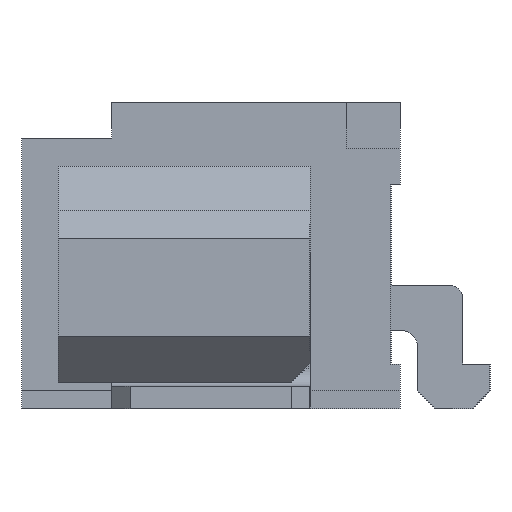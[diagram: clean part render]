
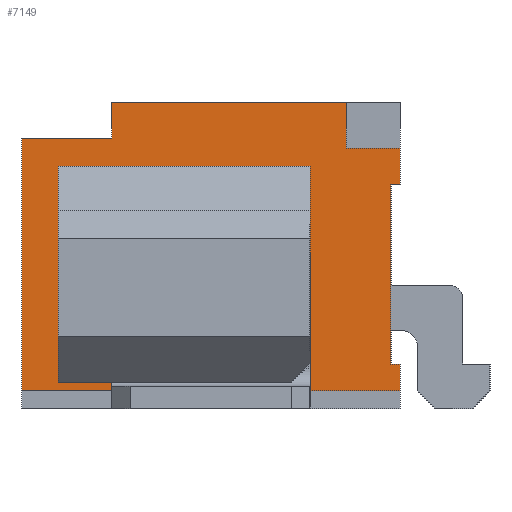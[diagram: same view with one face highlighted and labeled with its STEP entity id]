
A CAD part, left-side view. The second image highlights one B-rep face of the part: STEP entity #7149.
In plain terms, the highlighted planar face has unit normal (-1, 0, 0).
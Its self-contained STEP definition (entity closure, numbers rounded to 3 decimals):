
#105=DIRECTION('',(0.,0.,1.));
#106=VECTOR('',#105,0.3);
#107=CARTESIAN_POINT('',(-8.375,-3.225,-1.6));
#108=LINE('',#107,#106);
#273=DIRECTION('',(0.,0.,1.));
#274=VECTOR('',#273,0.4);
#275=CARTESIAN_POINT('',(-8.375,-3.225,0.7));
#276=LINE('',#275,#274);
#277=DIRECTION('',(0.,0.,1.));
#278=VECTOR('',#277,2.4);
#279=CARTESIAN_POINT('',(-8.375,-2.225,-1.5));
#280=LINE('',#279,#278);
#281=DIRECTION('',(0.,-1.,0.));
#282=VECTOR('',#281,2.8);
#283=CARTESIAN_POINT('',(-8.375,0.575,0.9));
#284=LINE('',#283,#282);
#285=DIRECTION('',(0.,0.,1.));
#286=VECTOR('',#285,2.4);
#287=CARTESIAN_POINT('',(-8.375,0.575,-1.5));
#288=LINE('',#287,#286);
#289=DIRECTION('',(0.,-1.,0.));
#290=VECTOR('',#289,2.8);
#291=CARTESIAN_POINT('',(-8.375,0.575,-1.5));
#292=LINE('',#291,#290);
#293=DIRECTION('',(0.,1.,0.));
#294=VECTOR('',#293,0.6);
#295=CARTESIAN_POINT('',(-8.375,-3.225,1.1));
#296=LINE('',#295,#294);
#297=DIRECTION('',(0.,1.,0.));
#298=VECTOR('',#297,0.1);
#299=CARTESIAN_POINT('',(-8.375,-3.225,0.7));
#300=LINE('',#299,#298);
#301=DIRECTION('',(0.,0.,1.));
#302=VECTOR('',#301,2.);
#303=CARTESIAN_POINT('',(-8.375,-3.125,-1.3));
#304=LINE('',#303,#302);
#305=DIRECTION('',(0.,1.,0.));
#306=VECTOR('',#305,0.1);
#307=CARTESIAN_POINT('',(-8.375,-3.225,-1.3));
#308=LINE('',#307,#306);
#309=DIRECTION('',(0.,-1.,0.));
#310=VECTOR('',#309,4.2);
#311=CARTESIAN_POINT('',(-8.375,0.975,-1.6));
#312=LINE('',#311,#310);
#313=DIRECTION('',(0.,0.,1.));
#314=VECTOR('',#313,2.8);
#315=CARTESIAN_POINT('',(-8.375,0.975,-1.6));
#316=LINE('',#315,#314);
#317=DIRECTION('',(0.,-1.,0.));
#318=VECTOR('',#317,1.);
#319=CARTESIAN_POINT('',(-8.375,0.975,1.2));
#320=LINE('',#319,#318);
#321=DIRECTION('',(0.,0.,-1.));
#322=VECTOR('',#321,0.4);
#323=CARTESIAN_POINT('',(-8.375,-0.025,1.6));
#324=LINE('',#323,#322);
#325=DIRECTION('',(0.,0.,-1.));
#326=VECTOR('',#325,0.5);
#327=CARTESIAN_POINT('',(-8.375,-2.625,1.6));
#328=LINE('',#327,#326);
#1374=DIRECTION('',(0.,-1.,0.));
#1375=VECTOR('',#1374,2.6);
#1376=CARTESIAN_POINT('',(-8.375,-0.025,1.6));
#1377=LINE('',#1376,#1375);
#5211=CARTESIAN_POINT('',(-8.375,-0.025,1.6));
#5213=VERTEX_POINT('',#5211);
#5223=CARTESIAN_POINT('',(-8.375,0.975,1.2));
#5224=CARTESIAN_POINT('',(-8.375,-0.025,1.2));
#5225=VERTEX_POINT('',#5223);
#5226=VERTEX_POINT('',#5224);
#5271=CARTESIAN_POINT('',(-8.375,-2.225,-1.5));
#5272=CARTESIAN_POINT('',(-8.375,-2.225,0.9));
#5273=VERTEX_POINT('',#5271);
#5274=VERTEX_POINT('',#5272);
#5275=CARTESIAN_POINT('',(-8.375,0.575,0.9));
#5276=VERTEX_POINT('',#5275);
#5277=CARTESIAN_POINT('',(-8.375,0.575,-1.5));
#5278=VERTEX_POINT('',#5277);
#5459=CARTESIAN_POINT('',(-8.375,-3.225,-1.3));
#5460=CARTESIAN_POINT('',(-8.375,-3.125,-1.3));
#5461=VERTEX_POINT('',#5459);
#5462=VERTEX_POINT('',#5460);
#5463=CARTESIAN_POINT('',(-8.375,-3.125,0.7));
#5464=VERTEX_POINT('',#5463);
#5465=CARTESIAN_POINT('',(-8.375,-3.225,0.7));
#5466=VERTEX_POINT('',#5465);
#5565=CARTESIAN_POINT('',(-8.375,-2.625,1.6));
#5566=VERTEX_POINT('',#5565);
#5567=CARTESIAN_POINT('',(-8.375,-3.225,1.1));
#5568=CARTESIAN_POINT('',(-8.375,-2.625,1.1));
#5569=VERTEX_POINT('',#5567);
#5570=VERTEX_POINT('',#5568);
#5943=CARTESIAN_POINT('',(-8.375,0.975,-1.6));
#5944=CARTESIAN_POINT('',(-8.375,-3.225,-1.6));
#5945=VERTEX_POINT('',#5943);
#5946=VERTEX_POINT('',#5944);
#7111=CARTESIAN_POINT('',(-8.375,0.975,-1.8));
#7112=DIRECTION('',(-1.,0.,0.));
#7113=DIRECTION('',(0.,-1.,0.));
#7114=AXIS2_PLACEMENT_3D('',#7111,#7112,#7113);
#7115=PLANE('',#7114);
#7117=ORIENTED_EDGE('',*,*,#7116,.F.);
#7118=ORIENTED_EDGE('',*,*,#7091,.F.);
#7120=ORIENTED_EDGE('',*,*,#7119,.T.);
#7122=ORIENTED_EDGE('',*,*,#7121,.F.);
#7123=ORIENTED_EDGE('',*,*,#7101,.F.);
#7124=ORIENTED_EDGE('',*,*,#6971,.F.);
#7126=ORIENTED_EDGE('',*,*,#7125,.F.);
#7128=ORIENTED_EDGE('',*,*,#7127,.T.);
#7130=ORIENTED_EDGE('',*,*,#7129,.T.);
#7132=ORIENTED_EDGE('',*,*,#7131,.F.);
#7134=ORIENTED_EDGE('',*,*,#7133,.T.);
#7136=ORIENTED_EDGE('',*,*,#7135,.T.);
#7137=EDGE_LOOP('',(#7117,#7118,#7120,#7122,#7123,#7124,#7126,#7128,#7130,#7132,
#7134,#7136));
#7138=FACE_OUTER_BOUND('',#7137,.F.);
#7140=ORIENTED_EDGE('',*,*,#7139,.T.);
#7142=ORIENTED_EDGE('',*,*,#7141,.F.);
#7144=ORIENTED_EDGE('',*,*,#7143,.F.);
#7146=ORIENTED_EDGE('',*,*,#7145,.T.);
#7147=EDGE_LOOP('',(#7140,#7142,#7144,#7146));
#7148=FACE_BOUND('',#7147,.F.);
#7149=ADVANCED_FACE('',(#7138,#7148),#7115,.T.);
#6971=EDGE_CURVE('',#5946,#5461,#108,.T.);
#7091=EDGE_CURVE('',#5466,#5569,#276,.T.);
#7101=EDGE_CURVE('',#5461,#5462,#308,.T.);
#7116=EDGE_CURVE('',#5569,#5570,#296,.T.);
#7119=EDGE_CURVE('',#5466,#5464,#300,.T.);
#7121=EDGE_CURVE('',#5462,#5464,#304,.T.);
#7125=EDGE_CURVE('',#5945,#5946,#312,.T.);
#7127=EDGE_CURVE('',#5945,#5225,#316,.T.);
#7129=EDGE_CURVE('',#5225,#5226,#320,.T.);
#7131=EDGE_CURVE('',#5213,#5226,#324,.T.);
#7133=EDGE_CURVE('',#5213,#5566,#1377,.T.);
#7135=EDGE_CURVE('',#5566,#5570,#328,.T.);
#7139=EDGE_CURVE('',#5273,#5274,#280,.T.);
#7141=EDGE_CURVE('',#5276,#5274,#284,.T.);
#7143=EDGE_CURVE('',#5278,#5276,#288,.T.);
#7145=EDGE_CURVE('',#5278,#5273,#292,.T.);
